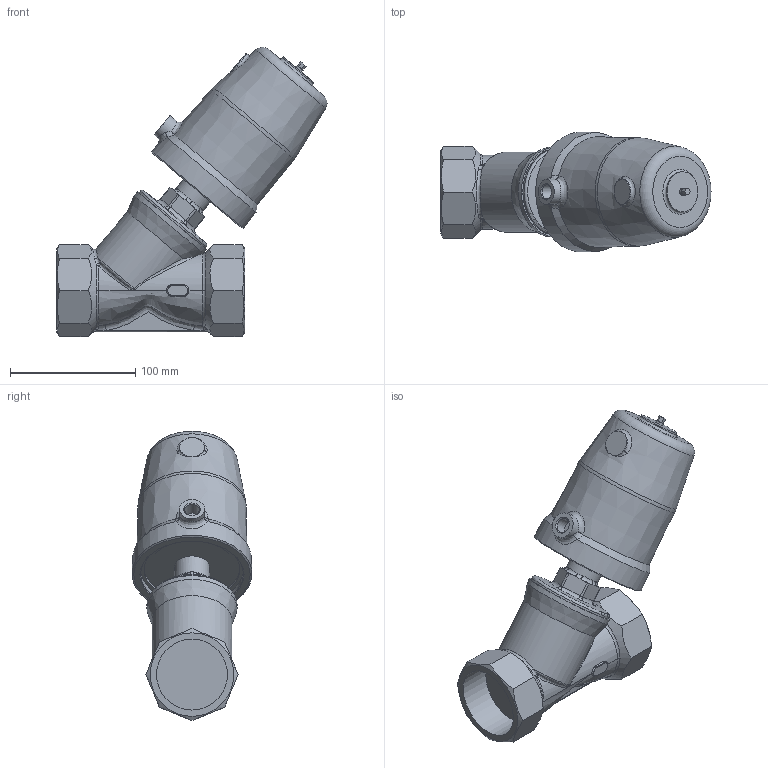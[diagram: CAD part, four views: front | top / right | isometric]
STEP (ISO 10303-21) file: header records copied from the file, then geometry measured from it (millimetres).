
FILE_DESCRIPTION( ( 'Unknown' ), '1' );
FILE_NAME( '7010-050V1020212--H-S---J.stp', 'Unknown', ( 'Unknown' ), ( 'Unknown' ), 'PSStep 17.0.49', 'Unknown', ' ' );
FILE_SCHEMA( ( 'AUTOMOTIVE_DESIGN { 1 0 10303 214 1 1 1 1 }' ) );
Length unit declared in the file: millimetre
Products named in the file (4): Assem1; DN50 Gewinde; Kopfstück DN50; Kolbenantrieb D80-NC-AufZu
Assembly tree (3 placements, depth 2):
  Assem1
    DN50 Gewinde
    Kopfstück DN50
    Kolbenantrieb D80-NC-AufZu
Bounding box: 215.81 x 95.86 x 231.13 mm (x, y, z)
Volume: 1181801.3 mm3; surface area: 116222.6 mm2
Topology: 3 solids, 3 shells, 211 faces, 502 edges, 307 vertices
Faces by surface type: bspline 67, plane 63, cylinder 45, cone 20, torus 16
Full cylindrical faces by diameter (mm): 2.5 x2, 5 x1, 6 x1, 11.45 x1, 20 x1, 28 x1, 32 x1, 56.66 x2, 69 x1, 69.2 x1, 72 x1, 82.1 x1
Entity records: 28179 total; most frequent: CARTESIAN_POINT 22421, ORIENTED_EDGE 910, DIRECTION 626, EDGE_CURVE 455, VERTEX_POINT 292, AXIS2_PLACEMENT_3D 264, EDGE_LOOP 253, B_SPLINE_CURVE_WITH_KNOTS 240
